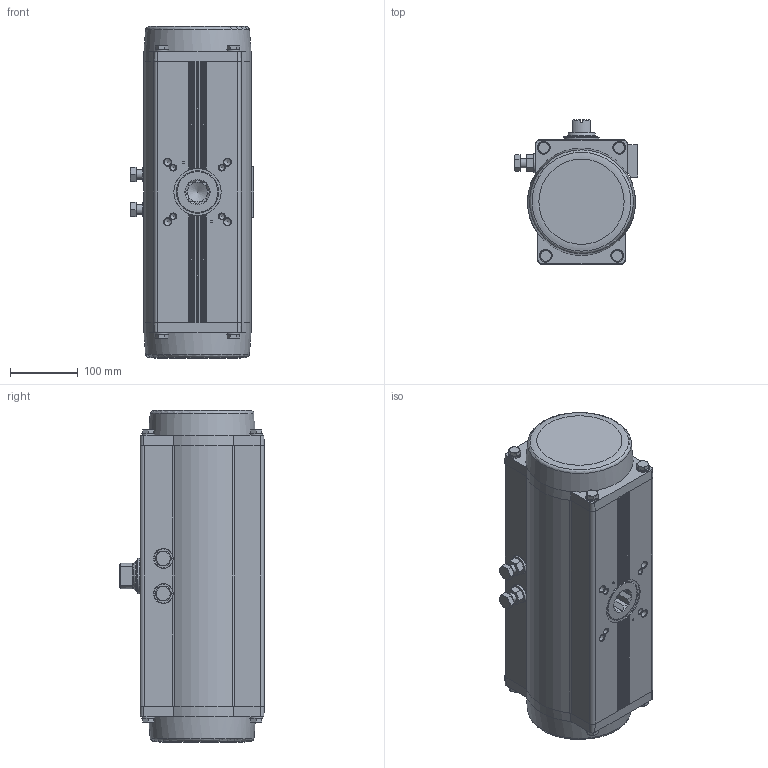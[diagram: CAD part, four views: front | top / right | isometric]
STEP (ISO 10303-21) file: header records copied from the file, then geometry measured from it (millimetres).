
FILE_DESCRIPTION(/* description */ ('STEP AP214'),/* implementation_level */ '2;1');
FILE_NAME(/* name */ '8065347_DFPD-480-RP-120-RD-F1012',/* time_stamp */ '2024-08-15T18:19:53+02:00',/* author */ ('License CC BY-ND 4.0'),/* organization */ ('CADENAS'),/* preprocessor_version */ 'ST-DEVELOPER v19.3',/* originating_system */ 'PARTsolutions',/* authorisation */ ' ');
FILE_SCHEMA (('AUTOMOTIVE_DESIGN {1 0 10303 214 3 1 1}'));
Length unit declared in the file: millimetre
Products named in the file (6): 8065347 DFPD-480-RP-120-RD-F1012---(90); 8042192 DFPD-480-120-RD-F10-------(housing); 8042192 DFPD-480(F10_90)---(shaft); 4167860 SCHEIBE 14.3X28X4-1.4301; 4167864 DFPD-480/700; DIN 934 - M14(F)
Assembly tree (8 placements, depth 2):
  8065347 DFPD-480-RP-120-RD-F1012---(90)
    8042192 DFPD-480-120-RD-F10-------(housing)
    8042192 DFPD-480(F10_90)---(shaft)
    4167860 SCHEIBE 14.3X28X4-1.4301  x2
    4167864 DFPD-480/700  x2
    DIN 934 - M14(F)  x2
Bounding box: 182.3 x 214 x 491.8 mm (x, y, z)
Volume: 12345926.1 mm3; surface area: 469082 mm2
Topology: 8 solids, 8 shells, 646 faces, 1513 edges, 935 vertices
Faces by surface type: plane 344, cone 147, cylinder 128, torus 25, sphere 2
Full cylindrical faces by diameter (mm): 3 x2, 4.134 x8, 4.917 x1, 8.376 x4, 8.5 x2, 10 x2, 10.106 x4, 11.445 x2, 11.835 x4, 12.4 x1, 14 x2, 14.3 x2, 19 x8, 20.4 x2, 21 x2, 28 x2, 29 x2, 38 x1, 42 x3, 46.5 x1, 49 x2, 53 x2, 55 x1, 62.5 x2, 63 x2, 70 x1
Entity records: 16665 total; most frequent: CARTESIAN_POINT 3438, DIRECTION 2709, ORIENTED_EDGE 2496, EDGE_CURVE 1248, AXIS2_PLACEMENT_3D 1066, VERTEX_POINT 859, FACE_BOUND 823, EDGE_LOOP 809
